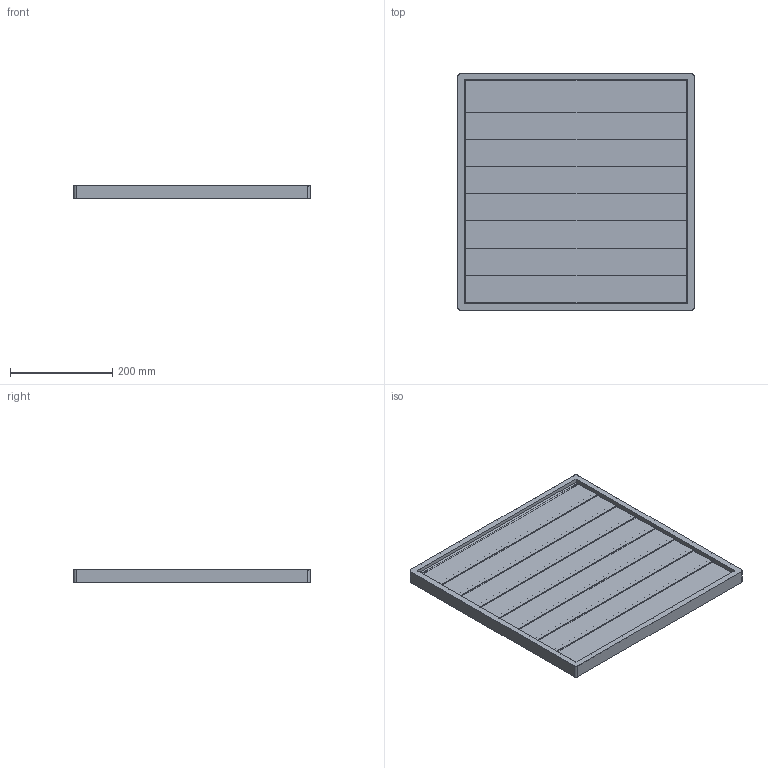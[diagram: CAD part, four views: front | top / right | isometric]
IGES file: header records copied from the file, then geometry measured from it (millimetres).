
Global section: file name: AS 40 Ex; native system: AutoCAD 2022 - Deutsch (German); preprocessor: Autodesk Translation Framework DWG producer (atf_dwg_producer); organization: unknown; date: 20230913.092523; units: millimetre
Bounding box: 462 x 462 x 26 mm (x, y, z)
Volume: 636376 mm3; surface area: 836802 mm2
Topology: 25 solids, 25 shells, 346 faces, 828 edges, 552 vertices
Faces by surface type: bspline 346
